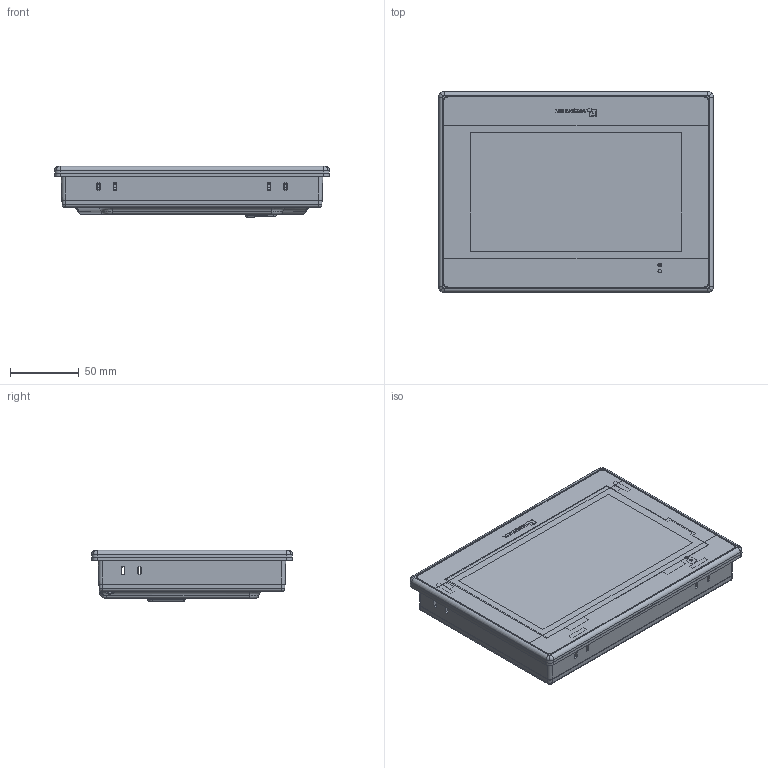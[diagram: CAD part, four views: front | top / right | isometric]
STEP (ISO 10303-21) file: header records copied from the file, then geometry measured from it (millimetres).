
FILE_DESCRIPTION (( 'STEP AP203' ), '1' );
FILE_NAME ('MT8070iE.STEP', '2017-07-31T03:33:43', ( 'annayang' ), ( '' ), 'SwSTEP 2.0', 'SolidWorks 2011', '' );
FILE_SCHEMA (( 'CONFIG_CONTROL_DESIGN' ));
Products named in the file (1): MT8070iE
Bounding box: 200.4 x 146.5 x 37.5 mm (x, y, z)
Surface area: 146593.5 mm2 (no closed solid volume)
Topology: 0 solids, 44 shells, 1275 faces, 5755 edges, 4386 vertices
Faces by surface type: plane 522, cone 225, bspline 198, cylinder 191, torus 112, sphere 27
Entity records: 75207 total; most frequent: CARTESIAN_POINT 32196, ORIENTED_EDGE 8225, DIRECTION 7809, EDGE_CURVE 5701, VERTEX_POINT 4365, LINE 3437, VECTOR 3437, AXIS2_PLACEMENT_3D 2186
